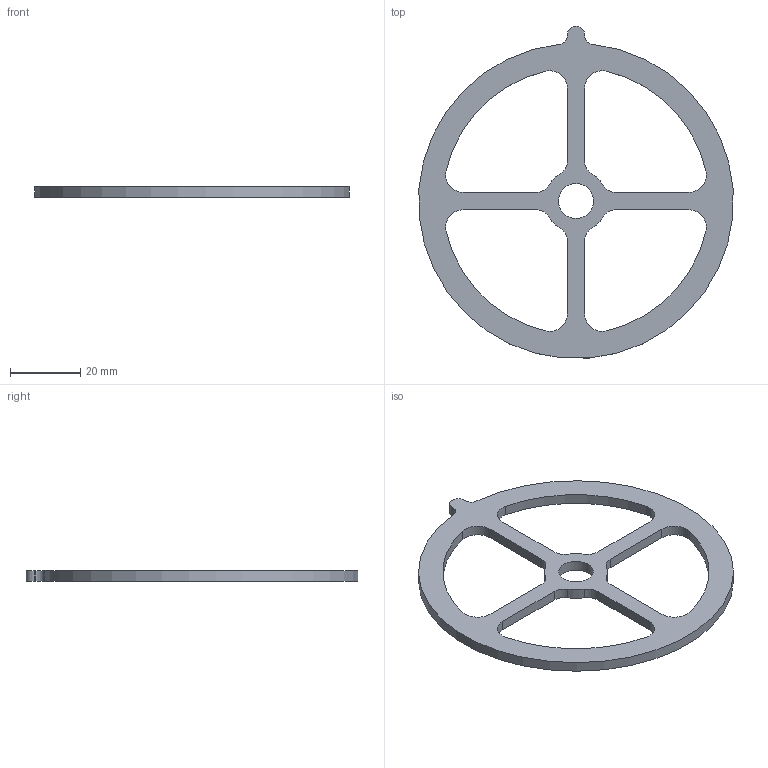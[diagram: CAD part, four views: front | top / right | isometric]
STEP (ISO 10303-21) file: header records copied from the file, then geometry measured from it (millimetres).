
FILE_DESCRIPTION((''),'2;1');
FILE_NAME('Vertical Thruster Grill 25090213.stp','2013-11-13T21:59:02',(''),(''),'Autodesk Inventor 2013','Autodesk Inventor 2013','');
FILE_SCHEMA(('AUTOMOTIVE_DESIGN { 1 0 10303 214 1 1 1 1 }'));
Length unit declared in the file: millimetre
Products named in the file (1): Vertical Thruster Grill 25090213
Bounding box: 89.73 x 94.83 x 3 mm (x, y, z)
Volume: 7972.9 mm3; surface area: 7662.1 mm2
Topology: 1 solids, 1 shells, 41 faces, 117 edges, 78 vertices
Faces by surface type: cylinder 29, plane 12
Full cylindrical faces by diameter (mm): 10 x1
Entity records: 1410 total; most frequent: DIRECTION 258, CARTESIAN_POINT 236, ORIENTED_EDGE 232, EDGE_CURVE 116, AXIS2_PLACEMENT_3D 100, VERTEX_POINT 78, CIRCLE 58, VECTOR 58
